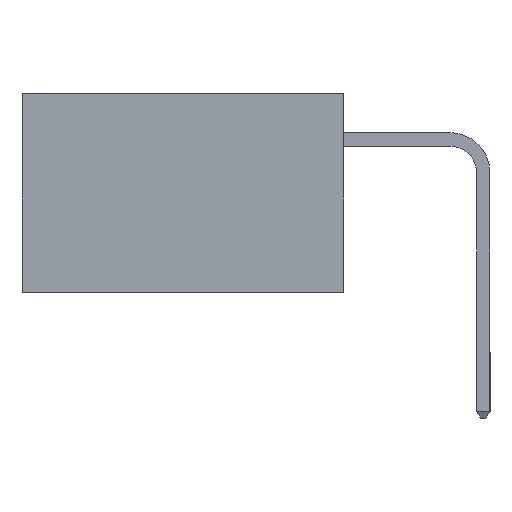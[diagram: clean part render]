
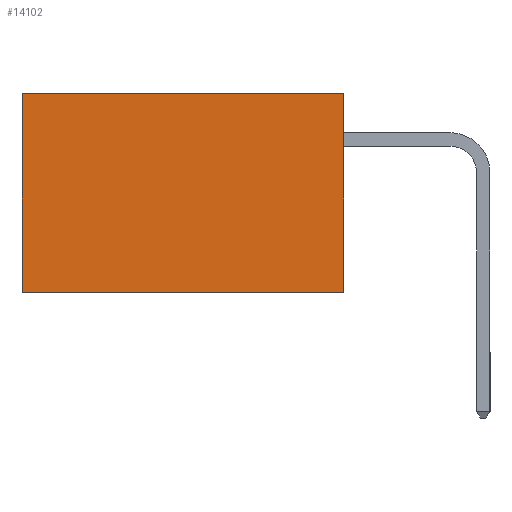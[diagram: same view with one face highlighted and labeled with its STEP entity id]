
A CAD part, left-side view. The second image highlights one B-rep face of the part: STEP entity #14102.
In plain terms, the highlighted planar face has unit normal (-1, 0, 0).
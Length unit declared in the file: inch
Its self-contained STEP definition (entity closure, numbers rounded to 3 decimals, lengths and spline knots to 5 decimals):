
#282 = AXIS2_PLACEMENT_3D ( 'NONE', #8527, #4625, #4988 ) ;
#359 = CARTESIAN_POINT ( 'NONE',  ( 0.2615, 0.6, -0.37 ) ) ;
#362 = VERTEX_POINT ( 'NONE', #359 ) ;
#1732 = VERTEX_POINT ( 'NONE', #23523 ) ;
#2195 = VECTOR ( 'NONE', #22364, 39.37008 ) ;
#2269 = DIRECTION ( 'NONE',  ( 0., 1., 0. ) ) ;
#3283 = ORIENTED_EDGE ( 'NONE', *, *, #15171, .F. ) ;
#3369 = VECTOR ( 'NONE', #18116, 39.37008 ) ;
#4625 = DIRECTION ( 'NONE',  ( 1., 0., 0. ) ) ;
#4788 = VECTOR ( 'NONE', #2269, 39.37008 ) ;
#4988 = DIRECTION ( 'NONE',  ( 0., 0., -1. ) ) ;
#5214 = ORIENTED_EDGE ( 'NONE', *, *, #11908, .T. ) ;
#5889 = VERTEX_POINT ( 'NONE', #16739 ) ;
#6528 = VERTEX_POINT ( 'NONE', #21112 ) ;
#6570 = LINE ( 'NONE', #17647, #3369 ) ;
#6809 = PLANE ( 'NONE',  #282 ) ;
#8527 = CARTESIAN_POINT ( 'NONE',  ( 0.2615, 0., -0.37 ) ) ;
#8828 = VECTOR ( 'NONE', #13799, 39.37008 ) ;
#8880 = FACE_OUTER_BOUND ( 'NONE', #21042, .T. ) ;
#9558 = CARTESIAN_POINT ( 'NONE',  ( 0.2615, 0., 0. ) ) ;
#11260 = LINE ( 'NONE', #20535, #2195 ) ;
#11908 = EDGE_CURVE ( 'NONE', #5889, #1732, #15268, .T. ) ;
#13624 = ORIENTED_EDGE ( 'NONE', *, *, #18168, .F. ) ;
#13799 = DIRECTION ( 'NONE',  ( 0., 1., 0. ) ) ;
#14102 = ADVANCED_FACE ( 'NONE', ( #8880 ), #6809, .F. ) ;
#14122 = EDGE_CURVE ( 'NONE', #1732, #362, #6570, .T. ) ;
#14508 = ORIENTED_EDGE ( 'NONE', *, *, #14122, .T. ) ;
#15171 = EDGE_CURVE ( 'NONE', #5889, #6528, #11260, .T. ) ;
#15268 = LINE ( 'NONE', #9558, #4788 ) ;
#16739 = CARTESIAN_POINT ( 'NONE',  ( 0.2615, 0., 0. ) ) ;
#17647 = CARTESIAN_POINT ( 'NONE',  ( 0.2615, 0.6, -0.37 ) ) ;
#18116 = DIRECTION ( 'NONE',  ( 0., 0., -1. ) ) ;
#18168 = EDGE_CURVE ( 'NONE', #6528, #362, #22838, .T. ) ;
#19176 = CARTESIAN_POINT ( 'NONE',  ( 0.2615, 0., -0.37 ) ) ;
#20535 = CARTESIAN_POINT ( 'NONE',  ( 0.2615, 0., -0.37 ) ) ;
#21042 = EDGE_LOOP ( 'NONE', ( #14508, #13624, #3283, #5214 ) ) ;
#21112 = CARTESIAN_POINT ( 'NONE',  ( 0.2615, 0., -0.37 ) ) ;
#22364 = DIRECTION ( 'NONE',  ( 0., 0., -1. ) ) ;
#22838 = LINE ( 'NONE', #19176, #8828 ) ;
#23523 = CARTESIAN_POINT ( 'NONE',  ( 0.2615, 0.6, 0. ) ) ;
